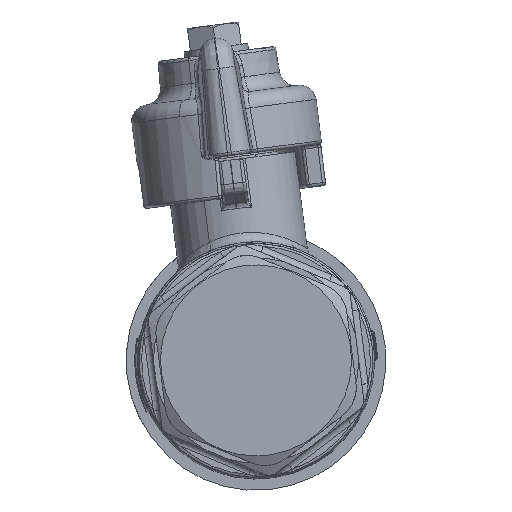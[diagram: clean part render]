
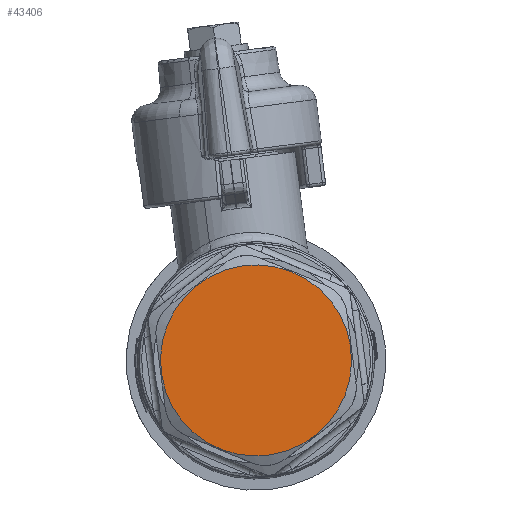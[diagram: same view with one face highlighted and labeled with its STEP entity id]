
A CAD part, left-side view. The second image highlights one B-rep face of the part: STEP entity #43406.
In plain terms, the highlighted planar face has unit normal (-1, 0, 0).
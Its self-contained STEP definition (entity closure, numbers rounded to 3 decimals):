
#36935=CARTESIAN_POINT('Vertex',(-45.15,-5.417,13.88)) ;
#36938=CARTESIAN_POINT('Axis2P3D Location',(-45.15,0.,0.)) ;
#36942=CARTESIAN_POINT('Vertex',(-45.15,5.417,-13.88)) ;
#37037=CARTESIAN_POINT('Axis2P3D Location',(-45.15,0.,0.)) ;
#43397=CARTESIAN_POINT('Axis2P3D Location',(-45.15,0.,0.)) ;
#36939=DIRECTION('Axis2P3D Direction',(1.,0.,0.)) ;
#37038=DIRECTION('Axis2P3D Direction',(1.,0.,0.)) ;
#43398=DIRECTION('Axis2P3D Direction',(1.,0.,0.)) ;
#43399=DIRECTION('Axis2P3D XDirection',(0.,-0.128,-0.992)) ;
#36940=AXIS2_PLACEMENT_3D('Circle Axis2P3D',#36938,#36939,$) ;
#37039=AXIS2_PLACEMENT_3D('Circle Axis2P3D',#37037,#37038,$) ;
#43400=AXIS2_PLACEMENT_3D('Plane Axis2P3D',#43397,#43398,#43399) ;
#36941=CIRCLE('generated circle',#36940,14.9) ;
#37040=CIRCLE('generated circle',#37039,14.9) ;
#43401=PLANE('',#43400) ;
#36944=EDGE_CURVE('',#36936,#36943,#36941,.T.) ;
#37041=EDGE_CURVE('',#36943,#36936,#37040,.T.) ;
#43403=ORIENTED_EDGE('',*,*,#37041,.F.) ;
#43404=ORIENTED_EDGE('',*,*,#36944,.F.) ;
#43402=EDGE_LOOP('',(#43403,#43404)) ;
#36936=VERTEX_POINT('',#36935) ;
#36943=VERTEX_POINT('',#36942) ;
#43406=ADVANCED_FACE('PartBody',(#43405),#43401,.F.) ;
#43405=FACE_OUTER_BOUND('',#43402,.T.) ;
